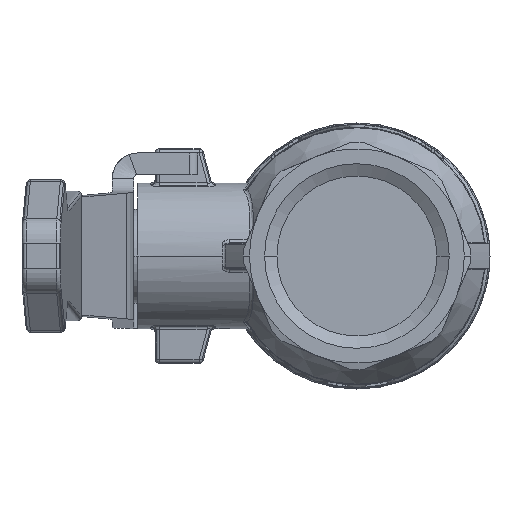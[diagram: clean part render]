
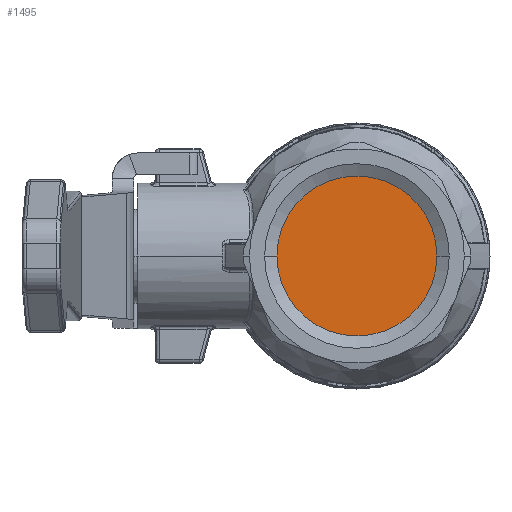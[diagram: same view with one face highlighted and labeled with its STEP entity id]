
A CAD part, left-side view. The second image highlights one B-rep face of the part: STEP entity #1495.
In plain terms, the highlighted planar face has unit normal (-1, 0, 0).
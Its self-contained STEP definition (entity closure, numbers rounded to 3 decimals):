
#1495=ADVANCED_FACE('',(#3973),#3974,.F.);
#3973=FACE_OUTER_BOUND('',#7504,.T.);
#3974=PLANE('',#7505);
#7504=EDGE_LOOP('',(#16138,#16139));
#7505=AXIS2_PLACEMENT_3D('',#16140,#16141,#16142);
#16138=ORIENTED_EDGE('',*,*,#24845,.T.);
#16139=ORIENTED_EDGE('',*,*,#25097,.T.);
#16140=CARTESIAN_POINT('',(-14.0,4.658,0.0));
#16141=DIRECTION('',(1.0,0.0,0.0));
#16142=DIRECTION('',(0.0,1.0,-0.0));
#24845=EDGE_CURVE('',#29399,#29401,#29403,.T.);
#25097=EDGE_CURVE('',#29401,#29399,#29794,.T.);
#29399=VERTEX_POINT('',#36133);
#29401=VERTEX_POINT('',#36136);
#29403=CIRCLE('',#36139,9.316);
#29794=CIRCLE('',#36752,9.316);
#36133=CARTESIAN_POINT('',(-14.0,9.316,0.0));
#36136=CARTESIAN_POINT('',(-14.0,-9.316,0.));
#36139=AXIS2_PLACEMENT_3D('',#48387,#48388,#48389);
#36752=AXIS2_PLACEMENT_3D('',#48619,#48620,#48621);
#48387=CARTESIAN_POINT('',(-14.0,0.0,0.0));
#48388=DIRECTION('',(-1.0,0.0,0.0));
#48389=DIRECTION('',(0.0,1.0,0.0));
#48619=CARTESIAN_POINT('',(-14.0,0.0,0.0));
#48620=DIRECTION('',(-1.0,0.0,0.0));
#48621=DIRECTION('',(0.0,1.0,0.0));
